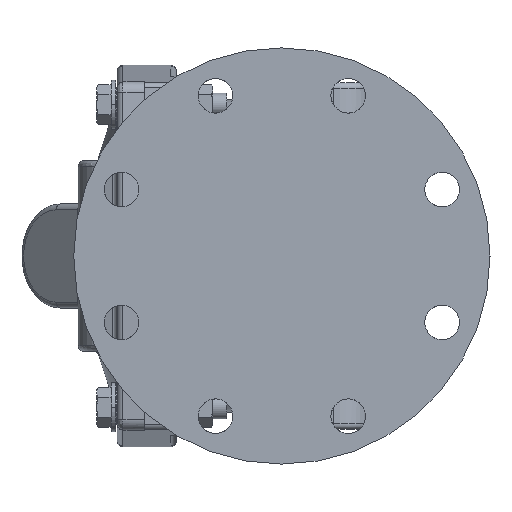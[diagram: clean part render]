
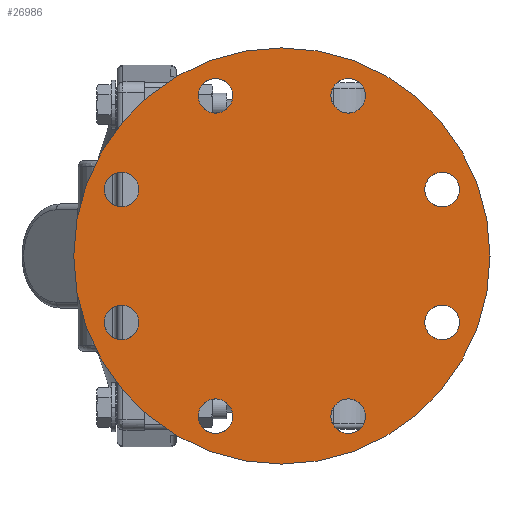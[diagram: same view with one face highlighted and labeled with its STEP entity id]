
A CAD part, left-side view. The second image highlights one B-rep face of the part: STEP entity #26986.
In plain terms, the highlighted planar face has unit normal (-1, 0, 0).
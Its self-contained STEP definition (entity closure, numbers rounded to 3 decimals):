
#2731=CARTESIAN_POINT('',(-5.75,0.,0.));
#2732=DIRECTION('',(1.,0.,0.));
#2733=DIRECTION('',(0.,1.,0.));
#2734=AXIS2_PLACEMENT_3D('',#2731,#2732,#2733);
#2741=CARTESIAN_POINT('',(-5.75,3.465,1.435));
#2742=DIRECTION('',(-1.,0.,0.));
#2743=DIRECTION('',(0.,0.,1.));
#2744=AXIS2_PLACEMENT_3D('',#2741,#2742,#2743);
#2746=CARTESIAN_POINT('',(-5.75,3.465,1.435));
#2747=DIRECTION('',(-1.,0.,0.));
#2748=DIRECTION('',(0.,0.,-1.));
#2749=AXIS2_PLACEMENT_3D('',#2746,#2747,#2748);
#2751=CARTESIAN_POINT('',(-5.75,1.435,3.465));
#2752=DIRECTION('',(-1.,0.,0.));
#2753=DIRECTION('',(0.,0.,1.));
#2754=AXIS2_PLACEMENT_3D('',#2751,#2752,#2753);
#2756=CARTESIAN_POINT('',(-5.75,1.435,3.465));
#2757=DIRECTION('',(-1.,0.,0.));
#2758=DIRECTION('',(0.,0.,-1.));
#2759=AXIS2_PLACEMENT_3D('',#2756,#2757,#2758);
#2761=CARTESIAN_POINT('',(-5.75,3.465,-1.435));
#2762=DIRECTION('',(-1.,0.,0.));
#2763=DIRECTION('',(0.,0.,1.));
#2764=AXIS2_PLACEMENT_3D('',#2761,#2762,#2763);
#2766=CARTESIAN_POINT('',(-5.75,3.465,-1.435));
#2767=DIRECTION('',(-1.,0.,0.));
#2768=DIRECTION('',(0.,0.,-1.));
#2769=AXIS2_PLACEMENT_3D('',#2766,#2767,#2768);
#2771=CARTESIAN_POINT('',(-5.75,1.435,-3.465));
#2772=DIRECTION('',(-1.,0.,0.));
#2773=DIRECTION('',(0.,0.,1.));
#2774=AXIS2_PLACEMENT_3D('',#2771,#2772,#2773);
#2776=CARTESIAN_POINT('',(-5.75,1.435,-3.465));
#2777=DIRECTION('',(-1.,0.,0.));
#2778=DIRECTION('',(0.,0.,-1.));
#2779=AXIS2_PLACEMENT_3D('',#2776,#2777,#2778);
#2781=CARTESIAN_POINT('',(-5.75,-3.465,1.435));
#2782=DIRECTION('',(-1.,0.,0.));
#2783=DIRECTION('',(0.,0.,1.));
#2784=AXIS2_PLACEMENT_3D('',#2781,#2782,#2783);
#2786=CARTESIAN_POINT('',(-5.75,-3.465,1.435));
#2787=DIRECTION('',(-1.,0.,0.));
#2788=DIRECTION('',(0.,0.,-1.));
#2789=AXIS2_PLACEMENT_3D('',#2786,#2787,#2788);
#2791=CARTESIAN_POINT('',(-5.75,-1.435,3.465));
#2792=DIRECTION('',(-1.,0.,0.));
#2793=DIRECTION('',(0.,0.,1.));
#2794=AXIS2_PLACEMENT_3D('',#2791,#2792,#2793);
#2796=CARTESIAN_POINT('',(-5.75,-1.435,3.465));
#2797=DIRECTION('',(-1.,0.,0.));
#2798=DIRECTION('',(0.,0.,-1.));
#2799=AXIS2_PLACEMENT_3D('',#2796,#2797,#2798);
#2801=CARTESIAN_POINT('',(-5.75,-3.465,-1.435));
#2802=DIRECTION('',(-1.,0.,0.));
#2803=DIRECTION('',(0.,0.,1.));
#2804=AXIS2_PLACEMENT_3D('',#2801,#2802,#2803);
#2806=CARTESIAN_POINT('',(-5.75,-3.465,-1.435));
#2807=DIRECTION('',(-1.,0.,0.));
#2808=DIRECTION('',(0.,0.,-1.));
#2809=AXIS2_PLACEMENT_3D('',#2806,#2807,#2808);
#2811=CARTESIAN_POINT('',(-5.75,-1.435,-3.465));
#2812=DIRECTION('',(-1.,0.,0.));
#2813=DIRECTION('',(0.,0.,1.));
#2814=AXIS2_PLACEMENT_3D('',#2811,#2812,#2813);
#2816=CARTESIAN_POINT('',(-5.75,-1.435,-3.465));
#2817=DIRECTION('',(-1.,0.,0.));
#2818=DIRECTION('',(0.,0.,-1.));
#2819=AXIS2_PLACEMENT_3D('',#2816,#2817,#2818);
#2821=CARTESIAN_POINT('',(-5.75,0.,0.));
#2822=DIRECTION('',(1.,0.,0.));
#2823=DIRECTION('',(0.,-1.,0.));
#2824=AXIS2_PLACEMENT_3D('',#2821,#2822,#2823);
#23362=CARTESIAN_POINT('',(-5.75,4.5,0.));
#23363=CARTESIAN_POINT('',(-5.75,-4.5,0.));
#23364=VERTEX_POINT('',#23362);
#23365=VERTEX_POINT('',#23363);
#24414=CARTESIAN_POINT('',(-5.75,3.465,1.81));
#24415=CARTESIAN_POINT('',(-5.75,3.465,1.06));
#24416=VERTEX_POINT('',#24414);
#24417=VERTEX_POINT('',#24415);
#24418=CARTESIAN_POINT('',(-5.75,1.435,3.84));
#24419=CARTESIAN_POINT('',(-5.75,1.435,3.09));
#24420=VERTEX_POINT('',#24418);
#24421=VERTEX_POINT('',#24419);
#24422=CARTESIAN_POINT('',(-5.75,3.465,-1.06));
#24423=CARTESIAN_POINT('',(-5.75,3.465,-1.81));
#24424=VERTEX_POINT('',#24422);
#24425=VERTEX_POINT('',#24423);
#24426=CARTESIAN_POINT('',(-5.75,1.435,-3.09));
#24427=CARTESIAN_POINT('',(-5.75,1.435,-3.84));
#24428=VERTEX_POINT('',#24426);
#24429=VERTEX_POINT('',#24427);
#24430=CARTESIAN_POINT('',(-5.75,-3.465,1.81));
#24431=CARTESIAN_POINT('',(-5.75,-3.465,1.06));
#24432=VERTEX_POINT('',#24430);
#24433=VERTEX_POINT('',#24431);
#24434=CARTESIAN_POINT('',(-5.75,-1.435,3.84));
#24435=CARTESIAN_POINT('',(-5.75,-1.435,3.09));
#24436=VERTEX_POINT('',#24434);
#24437=VERTEX_POINT('',#24435);
#24438=CARTESIAN_POINT('',(-5.75,-3.465,-1.06));
#24439=CARTESIAN_POINT('',(-5.75,-3.465,-1.81));
#24440=VERTEX_POINT('',#24438);
#24441=VERTEX_POINT('',#24439);
#24442=CARTESIAN_POINT('',(-5.75,-1.435,-3.09));
#24443=CARTESIAN_POINT('',(-5.75,-1.435,-3.84));
#24444=VERTEX_POINT('',#24442);
#24445=VERTEX_POINT('',#24443);
#26928=CARTESIAN_POINT('',(-5.75,-4.5,-6.375));
#26929=DIRECTION('',(1.,0.,0.));
#26930=DIRECTION('',(0.,1.,0.));
#26931=AXIS2_PLACEMENT_3D('',#26928,#26929,#26930);
#26932=PLANE('',#26931);
#26933=ORIENTED_EDGE('',*,*,#26918,.T.);
#26935=ORIENTED_EDGE('',*,*,#26934,.T.);
#26936=EDGE_LOOP('',(#26933,#26935));
#26937=FACE_OUTER_BOUND('',#26936,.F.);
#26939=ORIENTED_EDGE('',*,*,#26938,.T.);
#26941=ORIENTED_EDGE('',*,*,#26940,.T.);
#26942=EDGE_LOOP('',(#26939,#26941));
#26943=FACE_BOUND('',#26942,.F.);
#26945=ORIENTED_EDGE('',*,*,#26944,.T.);
#26947=ORIENTED_EDGE('',*,*,#26946,.T.);
#26948=EDGE_LOOP('',(#26945,#26947));
#26949=FACE_BOUND('',#26948,.F.);
#26951=ORIENTED_EDGE('',*,*,#26950,.T.);
#26953=ORIENTED_EDGE('',*,*,#26952,.T.);
#26954=EDGE_LOOP('',(#26951,#26953));
#26955=FACE_BOUND('',#26954,.F.);
#26957=ORIENTED_EDGE('',*,*,#26956,.T.);
#26959=ORIENTED_EDGE('',*,*,#26958,.T.);
#26960=EDGE_LOOP('',(#26957,#26959));
#26961=FACE_BOUND('',#26960,.F.);
#26963=ORIENTED_EDGE('',*,*,#26962,.T.);
#26965=ORIENTED_EDGE('',*,*,#26964,.T.);
#26966=EDGE_LOOP('',(#26963,#26965));
#26967=FACE_BOUND('',#26966,.F.);
#26969=ORIENTED_EDGE('',*,*,#26968,.T.);
#26971=ORIENTED_EDGE('',*,*,#26970,.T.);
#26972=EDGE_LOOP('',(#26969,#26971));
#26973=FACE_BOUND('',#26972,.F.);
#26975=ORIENTED_EDGE('',*,*,#26974,.T.);
#26977=ORIENTED_EDGE('',*,*,#26976,.T.);
#26978=EDGE_LOOP('',(#26975,#26977));
#26979=FACE_BOUND('',#26978,.F.);
#26981=ORIENTED_EDGE('',*,*,#26980,.T.);
#26983=ORIENTED_EDGE('',*,*,#26982,.T.);
#26984=EDGE_LOOP('',(#26981,#26983));
#26985=FACE_BOUND('',#26984,.F.);
#26986=ADVANCED_FACE('',(#26937,#26943,#26949,#26955,#26961,#26967,#26973,
#26979,#26985),#26932,.F.);
#2735=CIRCLE('',#2734,4.5);
#2745=CIRCLE('',#2744,0.375);
#2750=CIRCLE('',#2749,0.375);
#2755=CIRCLE('',#2754,0.375);
#2760=CIRCLE('',#2759,0.375);
#2765=CIRCLE('',#2764,0.375);
#2770=CIRCLE('',#2769,0.375);
#2775=CIRCLE('',#2774,0.375);
#2780=CIRCLE('',#2779,0.375);
#2785=CIRCLE('',#2784,0.375);
#2790=CIRCLE('',#2789,0.375);
#2795=CIRCLE('',#2794,0.375);
#2800=CIRCLE('',#2799,0.375);
#2805=CIRCLE('',#2804,0.375);
#2810=CIRCLE('',#2809,0.375);
#2815=CIRCLE('',#2814,0.375);
#2820=CIRCLE('',#2819,0.375);
#2825=CIRCLE('',#2824,4.5);
#26918=EDGE_CURVE('',#23364,#23365,#2735,.T.);
#26934=EDGE_CURVE('',#23365,#23364,#2825,.T.);
#26938=EDGE_CURVE('',#24416,#24417,#2745,.T.);
#26940=EDGE_CURVE('',#24417,#24416,#2750,.T.);
#26944=EDGE_CURVE('',#24420,#24421,#2755,.T.);
#26946=EDGE_CURVE('',#24421,#24420,#2760,.T.);
#26950=EDGE_CURVE('',#24424,#24425,#2765,.T.);
#26952=EDGE_CURVE('',#24425,#24424,#2770,.T.);
#26956=EDGE_CURVE('',#24428,#24429,#2775,.T.);
#26958=EDGE_CURVE('',#24429,#24428,#2780,.T.);
#26962=EDGE_CURVE('',#24432,#24433,#2785,.T.);
#26964=EDGE_CURVE('',#24433,#24432,#2790,.T.);
#26968=EDGE_CURVE('',#24436,#24437,#2795,.T.);
#26970=EDGE_CURVE('',#24437,#24436,#2800,.T.);
#26974=EDGE_CURVE('',#24440,#24441,#2805,.T.);
#26976=EDGE_CURVE('',#24441,#24440,#2810,.T.);
#26980=EDGE_CURVE('',#24444,#24445,#2815,.T.);
#26982=EDGE_CURVE('',#24445,#24444,#2820,.T.);
